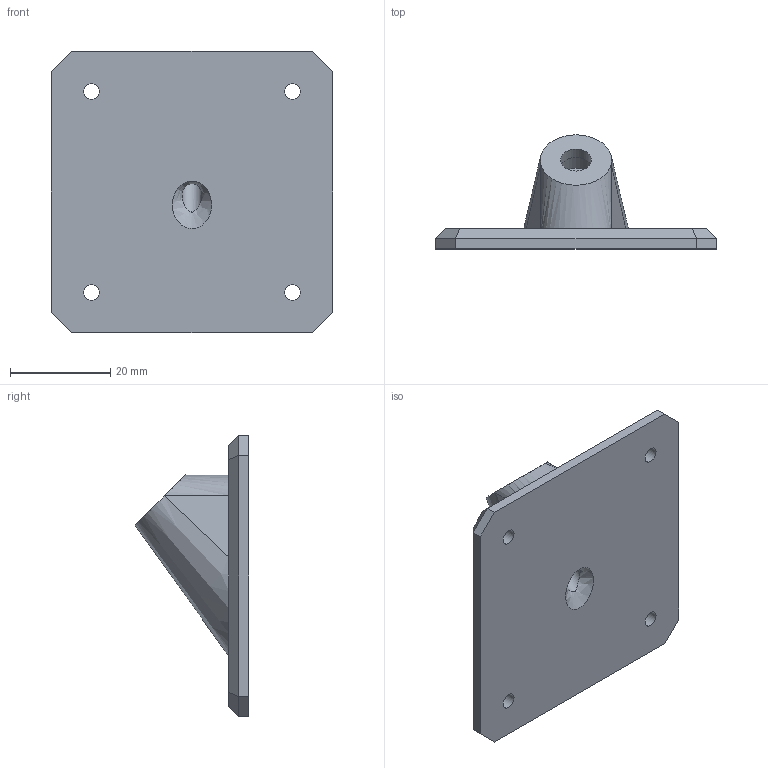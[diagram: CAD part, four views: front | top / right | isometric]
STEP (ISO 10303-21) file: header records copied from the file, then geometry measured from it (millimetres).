
FILE_DESCRIPTION(/* description */ ('Выход филамента под пластиковый фиттинг'),/* implementation_level */ '2;1');
FILE_NAME(/* name */ 'UNIT_Filament-Outlet.step',/* time_stamp */ '2025-09-27T11:29:14+03:00',/* author */ ('pavlu'),/* organization */ (''),/* preprocessor_version */ 'ST-DEVELOPER v19.2',/* originating_system */ 'Autodesk Inventor 2024',/* authorisation */ '');
FILE_SCHEMA (('AUTOMOTIVE_DESIGN { 1 0 10303 214 3 1 1 }'));
Length unit declared in the file: millimetre
Products named in the file (1): Вход филамента
Bounding box: 56 x 22.7 x 56 mm (x, y, z)
Volume: 16749.6 mm3; surface area: 8036.9 mm2
Topology: 1 solids, 1 shells, 33 faces, 75 edges, 47 vertices
Faces by surface type: plane 22, cylinder 7, bspline 2, cone 2
Full cylindrical faces by diameter (mm): 3.1 x4, 4 x1, 6.2 x1, 8.4 x1
Entity records: 1124 total; most frequent: CARTESIAN_POINT 309, DIRECTION 153, ORIENTED_EDGE 150, EDGE_CURVE 75, LINE 55, VECTOR 55, AXIS2_PLACEMENT_3D 49, VERTEX_POINT 46
